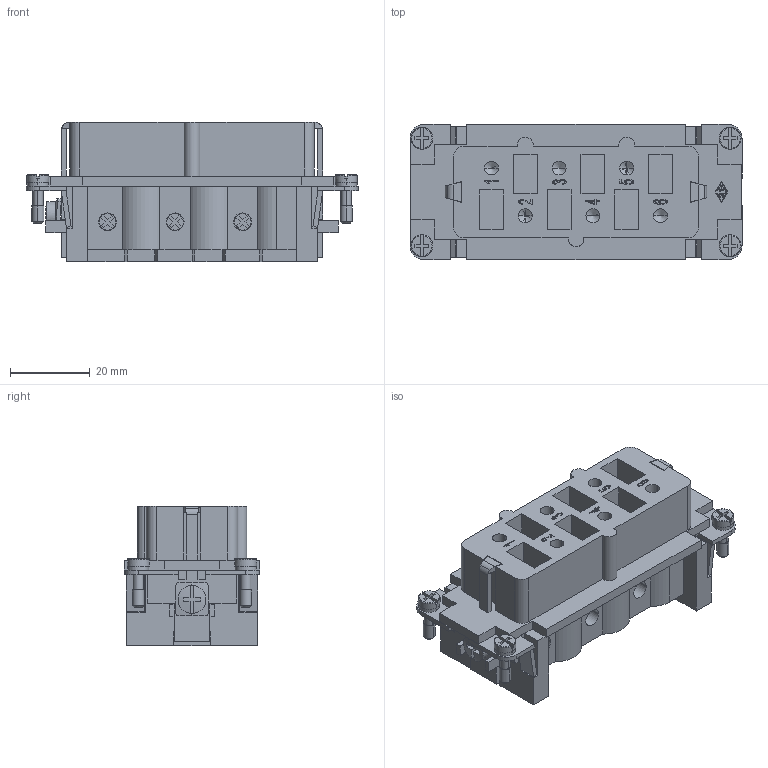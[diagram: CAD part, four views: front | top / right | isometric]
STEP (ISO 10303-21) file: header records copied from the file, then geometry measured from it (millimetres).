
FILE_DESCRIPTION(('Creo Elements/Direct Modeling STEP Export'),'2;1');
FILE_NAME('0ln7uvk4917psdl3976','2017-02-02T15:39:35',(''),(''),'PTC Creo Elements/Direct Modeling STEP processor for AP214 (Solid Model)','PTC Creo Elements/Direct Modeling 19.0E 27-Jun-2016 (C) Parametric Technology GmbH','');
FILE_SCHEMA(('AUTOMOTIVE_DESIGN { 1 0 10303 214 1 1 1 1 }'));
Length unit declared in the file: millimetre
Products named in the file (1): CPF_06_X
Bounding box: 83.5 x 34 x 35 mm (x, y, z)
Volume: 43813.5 mm3; surface area: 25379.6 mm2
Topology: 3 solids, 3 shells, 957 faces, 2573 edges, 1691 vertices
Faces by surface type: plane 645, cylinder 168, bspline 98, cone 24, torus 16, sphere 6
Entity records: 38474 total; most frequent: CARTESIAN_POINT 7072, ORIENTED_EDGE 5122, DIRECTION 4530, EDGE_CURVE 2561, VECTOR 1880, LINE 1880, VERTEX_POINT 1691, AXIS2_PLACEMENT_3D 1325
